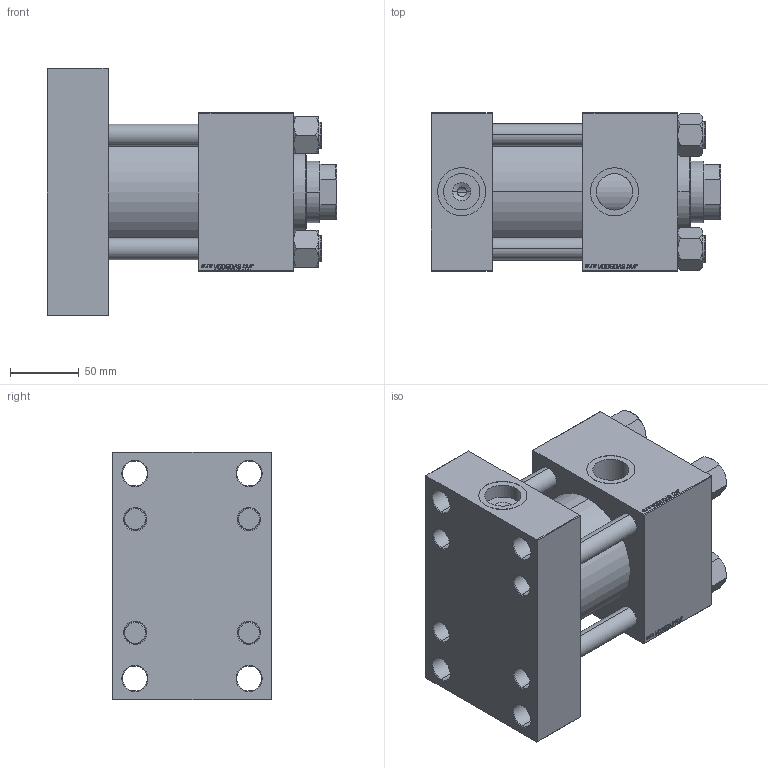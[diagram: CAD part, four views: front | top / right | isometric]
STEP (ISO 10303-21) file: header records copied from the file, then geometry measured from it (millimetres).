
FILE_DESCRIPTION (( 'STEP AP203' ), '1' );
FILE_NAME ('5a72.STEP', '2022-04-16T14:27:51', ( '' ), ( '' ), 'SwSTEP 2.0', 'SolidWorks 2019', '' );
FILE_SCHEMA (( 'CONFIG_CONTROL_DESIGN' ));
Length unit declared in the file: millimetre
Products named in the file (6): V215_VC_A a867893a740808b90175c3fc0bf232c2; V215CR_VCP_E a867893a740808b90175c3fc0bf232c2; V215CR_TYCINKA_E a867893a740808b90175c3fc0bf232c2; 5a72; V215CR_E_Body a867893a740808b90175c3fc0bf232c2; NUT_M5_E a867893a740808b90175c3fc0bf232c2
Assembly tree (11 placements, depth 2):
  5a72
    V215CR_E_Body a867893a740808b90175c3fc0bf232c2
    V215CR_VCP_E a867893a740808b90175c3fc0bf232c2
    V215CR_TYCINKA_E a867893a740808b90175c3fc0bf232c2  x4
    NUT_M5_E a867893a740808b90175c3fc0bf232c2  x4
    V215_VC_A a867893a740808b90175c3fc0bf232c2
Bounding box: 210 x 115 x 180 mm (x, y, z)
Volume: 2117532.9 mm3; surface area: 315763.2 mm2
Topology: 11 solids, 11 shells, 1190 faces, 3022 edges, 1961 vertices
Faces by surface type: plane 548, bspline 392, cone 152, cylinder 90, torus 8
Entity records: 50614 total; most frequent: CARTESIAN_POINT 27202, ORIENTED_EDGE 5308, DIRECTION 3384, EDGE_CURVE 2654, VERTEX_POINT 1739, VECTOR 1586, LINE 1586, EDGE_LOOP 1169
